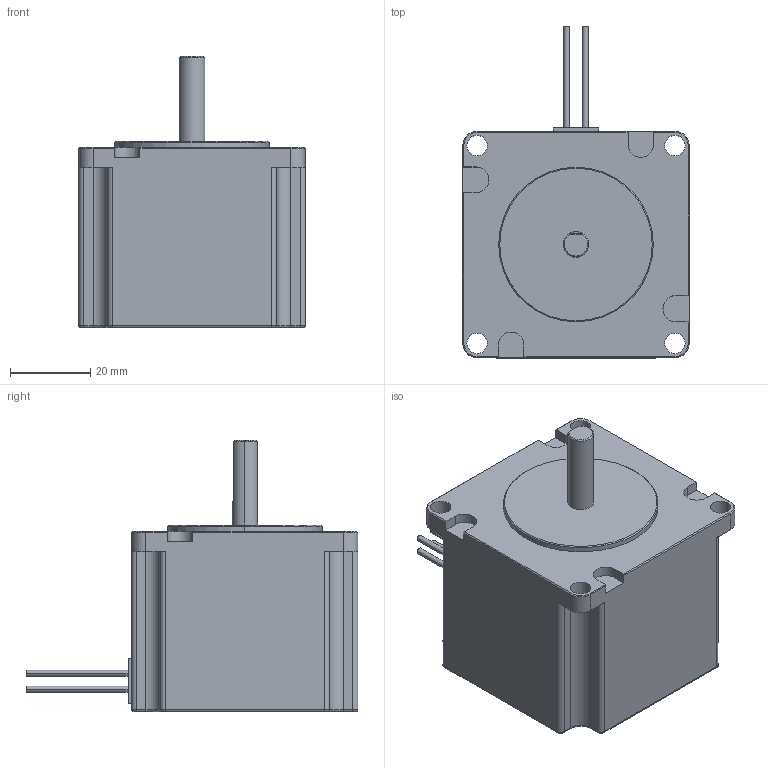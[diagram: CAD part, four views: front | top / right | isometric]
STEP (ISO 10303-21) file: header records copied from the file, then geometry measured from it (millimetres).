
FILE_DESCRIPTION((''),'2;1');
FILE_NAME('M-2218-24S','2017-12-21T15:39:35',('mulloa'),(''),'CREO PARAMETRIC BY PTC INC, 2016390','CREO PARAMETRIC BY PTC INC, 2016390','');
FILE_SCHEMA(('CONFIG_CONTROL_DESIGN'));
Length unit declared in the file: inch
Products named in the file (1): M-2218-24S
Bounding box: 56.39 x 82.68 x 67.56 mm (x, y, z)
Volume: 136753.4 mm3; surface area: 17444.9 mm2
Topology: 1 solids, 1 shells, 128 faces, 316 edges, 198 vertices
Faces by surface type: cylinder 54, plane 53, torus 14, cone 7
Entity records: 3849 total; most frequent: DIRECTION 703, CARTESIAN_POINT 650, ORIENTED_EDGE 632, EDGE_CURVE 316, AXIS2_PLACEMENT_3D 261, VERTEX_POINT 198, VECTOR 181, LINE 181
